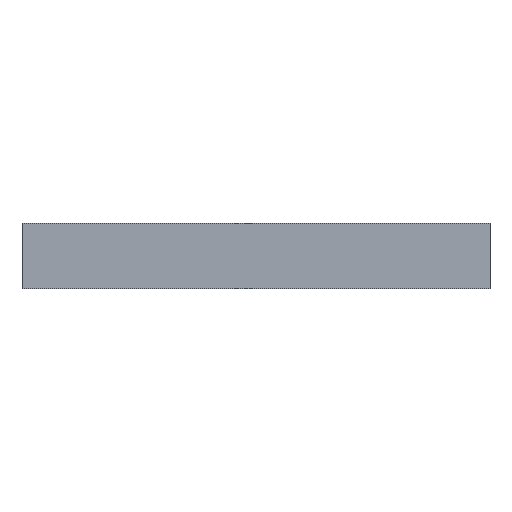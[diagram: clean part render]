
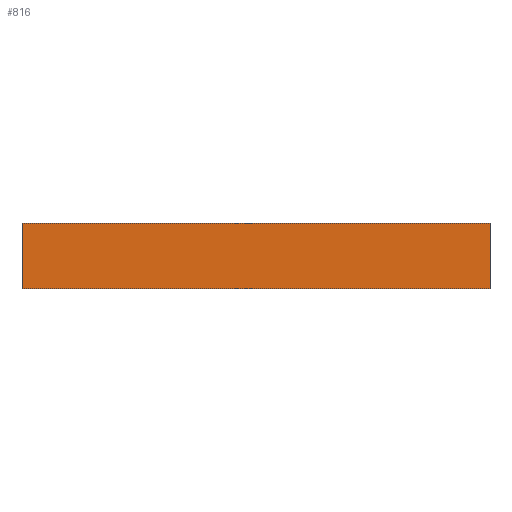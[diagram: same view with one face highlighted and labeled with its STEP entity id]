
A CAD part, front view. The second image highlights one B-rep face of the part: STEP entity #816.
In plain terms, the highlighted planar face has unit normal (0, -1, 0).
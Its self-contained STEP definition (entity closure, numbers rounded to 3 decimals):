
#11 = VECTOR ( 'NONE', #30, 1000. ) ;
#30 = DIRECTION ( 'NONE',  ( 0., 0., -1. ) ) ;
#36 = VERTEX_POINT ( 'NONE', #677 ) ;
#66 = EDGE_CURVE ( 'NONE', #889, #36, #171, .T. ) ;
#80 = EDGE_CURVE ( 'NONE', #889, #707, #809, .T. ) ;
#113 = CARTESIAN_POINT ( 'NONE',  ( 0., 0., 15. ) ) ;
#165 = CARTESIAN_POINT ( 'NONE',  ( 108., 0., 15. ) ) ;
#168 = PLANE ( 'NONE',  #665 ) ;
#171 = LINE ( 'NONE', #815, #188 ) ;
#184 = CARTESIAN_POINT ( 'NONE',  ( 108., 0., 0. ) ) ;
#188 = VECTOR ( 'NONE', #745, 1000. ) ;
#226 = DIRECTION ( 'NONE',  ( 0., 0., 1. ) ) ;
#232 = LINE ( 'NONE', #165, #11 ) ;
#287 = CARTESIAN_POINT ( 'NONE',  ( 0., 0., 0. ) ) ;
#378 = VERTEX_POINT ( 'NONE', #184 ) ;
#407 = DIRECTION ( 'NONE',  ( 1., 0., 0. ) ) ;
#422 = VECTOR ( 'NONE', #407, 1000. ) ;
#425 = EDGE_LOOP ( 'NONE', ( #846, #429, #723, #882 ) ) ;
#429 = ORIENTED_EDGE ( 'NONE', *, *, #758, .F. ) ;
#439 = CARTESIAN_POINT ( 'NONE',  ( 0., 0., 15. ) ) ;
#445 = VECTOR ( 'NONE', #451, 1000. ) ;
#451 = DIRECTION ( 'NONE',  ( 0., 0., -1. ) ) ;
#550 = CARTESIAN_POINT ( 'NONE',  ( 0., 0., 15. ) ) ;
#641 = DIRECTION ( 'NONE',  ( 0., 1., 0. ) ) ;
#642 = EDGE_CURVE ( 'NONE', #707, #378, #766, .T. ) ;
#665 = AXIS2_PLACEMENT_3D ( 'NONE', #439, #641, #226 ) ;
#677 = CARTESIAN_POINT ( 'NONE',  ( 108., 0., 15. ) ) ;
#707 = VERTEX_POINT ( 'NONE', #287 ) ;
#716 = FACE_OUTER_BOUND ( 'NONE', #425, .T. ) ;
#723 = ORIENTED_EDGE ( 'NONE', *, *, #66, .F. ) ;
#745 = DIRECTION ( 'NONE',  ( 1., 0., 0. ) ) ;
#758 = EDGE_CURVE ( 'NONE', #36, #378, #232, .T. ) ;
#763 = CARTESIAN_POINT ( 'NONE',  ( 0., 0., 0. ) ) ;
#766 = LINE ( 'NONE', #763, #422 ) ;
#809 = LINE ( 'NONE', #113, #445 ) ;
#815 = CARTESIAN_POINT ( 'NONE',  ( 0., 0., 15. ) ) ;
#816 = ADVANCED_FACE ( 'NONE', ( #716 ), #168, .F. ) ;
#846 = ORIENTED_EDGE ( 'NONE', *, *, #642, .T. ) ;
#882 = ORIENTED_EDGE ( 'NONE', *, *, #80, .T. ) ;
#889 = VERTEX_POINT ( 'NONE', #550 ) ;
